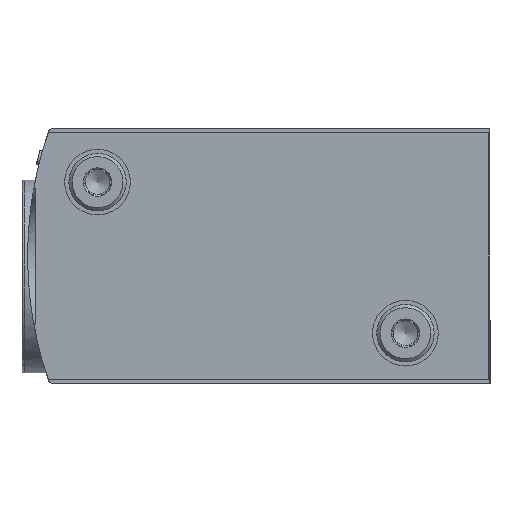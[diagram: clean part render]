
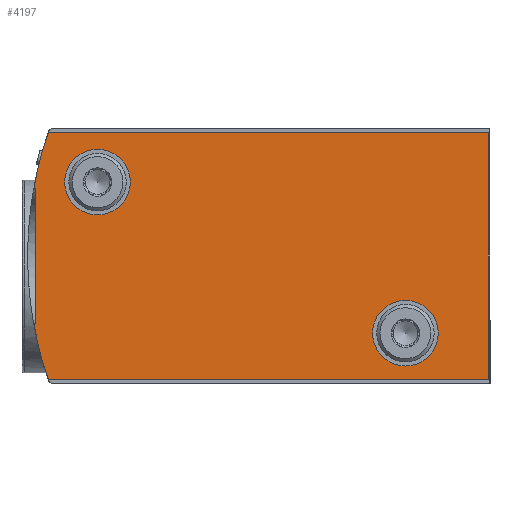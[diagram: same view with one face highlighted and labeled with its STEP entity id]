
A CAD part, left-side view. The second image highlights one B-rep face of the part: STEP entity #4197.
In plain terms, the highlighted planar face has unit normal (-1, 0, 0).
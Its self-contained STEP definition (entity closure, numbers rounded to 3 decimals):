
#500=LINE('',#7113,#863);
#501=LINE('',#7115,#864);
#502=LINE('',#7117,#865);
#503=LINE('',#7120,#866);
#504=LINE('',#7122,#867);
#505=LINE('',#7124,#868);
#863=VECTOR('',#5787,1000.);
#864=VECTOR('',#5788,1000.);
#865=VECTOR('',#5789,1000.);
#866=VECTOR('',#5792,1000.);
#867=VECTOR('',#5793,1000.);
#868=VECTOR('',#5794,1000.);
#1882=ORIENTED_EDGE('',*,*,#2544,.T.);
#1883=ORIENTED_EDGE('',*,*,#2545,.T.);
#1884=ORIENTED_EDGE('',*,*,#2546,.F.);
#1885=ORIENTED_EDGE('',*,*,#2547,.F.);
#1886=ORIENTED_EDGE('',*,*,#2548,.F.);
#1887=ORIENTED_EDGE('',*,*,#2541,.F.);
#1888=ORIENTED_EDGE('',*,*,#2549,.F.);
#1889=ORIENTED_EDGE('',*,*,#2550,.F.);
#1890=ORIENTED_EDGE('',*,*,#2551,.F.);
#1891=ORIENTED_EDGE('',*,*,#2552,.F.);
#1892=ORIENTED_EDGE('',*,*,#2553,.F.);
#1893=ORIENTED_EDGE('',*,*,#2537,.F.);
#2537=EDGE_CURVE('',#2963,#2965,#3176,.T.);
#2541=EDGE_CURVE('',#2968,#2969,#3178,.T.);
#2544=EDGE_CURVE('',#2971,#2971,#3179,.T.);
#2545=EDGE_CURVE('',#2972,#2972,#3180,.T.);
#2546=EDGE_CURVE('',#2973,#2963,#500,.T.);
#2547=EDGE_CURVE('',#2974,#2973,#501,.T.);
#2548=EDGE_CURVE('',#2969,#2974,#502,.T.);
#2549=EDGE_CURVE('',#2975,#2968,#3181,.T.);
#2550=EDGE_CURVE('',#2976,#2975,#503,.T.);
#2551=EDGE_CURVE('',#2977,#2976,#504,.T.);
#2552=EDGE_CURVE('',#2978,#2977,#505,.T.);
#2553=EDGE_CURVE('',#2965,#2978,#3182,.T.);
#2963=VERTEX_POINT('',#7084);
#2965=VERTEX_POINT('',#7087);
#2968=VERTEX_POINT('',#7093);
#2969=VERTEX_POINT('',#7095);
#2971=VERTEX_POINT('',#7110);
#2972=VERTEX_POINT('',#7112);
#2973=VERTEX_POINT('',#7114);
#2974=VERTEX_POINT('',#7116);
#2975=VERTEX_POINT('',#7119);
#2976=VERTEX_POINT('',#7121);
#2977=VERTEX_POINT('',#7123);
#2978=VERTEX_POINT('',#7125);
#3176=CIRCLE('',#4641,46.5);
#3178=CIRCLE('',#4643,46.5);
#3179=CIRCLE('',#4645,4.);
#3180=CIRCLE('',#4646,4.);
#3181=CIRCLE('',#4647,0.2);
#3182=CIRCLE('',#4648,0.2);
#3464=EDGE_LOOP('',(#1882));
#3465=EDGE_LOOP('',(#1883));
#3466=EDGE_LOOP('',(#1884,#1885,#1886,#1887,#1888,#1889,#1890,#1891,#1892,
#1893));
#3788=FACE_BOUND('',#3464,.T.);
#3789=FACE_BOUND('',#3465,.T.);
#3790=FACE_BOUND('',#3466,.T.);
#3974=PLANE('',#4644);
#4197=ADVANCED_FACE('',(#3788,#3789,#3790),#3974,.F.);
#4641=AXIS2_PLACEMENT_3D('',#7086,#5772,#5773);
#4643=AXIS2_PLACEMENT_3D('',#7094,#5778,#5779);
#4644=AXIS2_PLACEMENT_3D('',#7108,#5781,#5782);
#4645=AXIS2_PLACEMENT_3D('',#7109,#5783,#5784);
#4646=AXIS2_PLACEMENT_3D('',#7111,#5785,#5786);
#4647=AXIS2_PLACEMENT_3D('',#7118,#5790,#5791);
#4648=AXIS2_PLACEMENT_3D('',#7126,#5795,#5796);
#5772=DIRECTION('',(1.,0.,0.));
#5773=DIRECTION('',(0.,0.,-1.));
#5778=DIRECTION('',(1.,0.,0.));
#5779=DIRECTION('',(0.,0.,-1.));
#5781=DIRECTION('',(1.,0.,0.));
#5782=DIRECTION('',(0.,0.,-1.));
#5783=DIRECTION('',(1.,0.,0.));
#5784=DIRECTION('',(0.,0.,-1.));
#5785=DIRECTION('',(1.,0.,0.));
#5786=DIRECTION('',(0.,0.,-1.));
#5787=DIRECTION('',(0.,1.,0.));
#5788=DIRECTION('',(0.,0.,1.));
#5789=DIRECTION('',(0.,-1.,0.));
#5790=DIRECTION('',(1.,0.,0.));
#5791=DIRECTION('',(0.,0.,-1.));
#5792=DIRECTION('',(0.,1.,0.));
#5793=DIRECTION('',(0.,0.,-1.));
#5794=DIRECTION('',(0.,-1.,0.));
#5795=DIRECTION('',(1.,0.,0.));
#5796=DIRECTION('',(0.,0.,-1.));
#7084=CARTESIAN_POINT('',(0.,55.562,8.25));
#7086=CARTESIAN_POINT('',(0.,9.8,0.));
#7087=CARTESIAN_POINT('',(0.,53.86,14.864));
#7093=CARTESIAN_POINT('',(0.,53.86,-14.864));
#7094=CARTESIAN_POINT('',(0.,9.8,0.));
#7095=CARTESIAN_POINT('',(0.,55.562,-8.25));
#7108=CARTESIAN_POINT('',(0.,53.671,14.8));
#7109=CARTESIAN_POINT('',(0.,10.3,-9.4));
#7110=CARTESIAN_POINT('',(0.,10.3,-13.4));
#7111=CARTESIAN_POINT('',(0.,47.8,9.));
#7112=CARTESIAN_POINT('',(0.,47.8,5.));
#7113=CARTESIAN_POINT('',(0.,53.671,8.25));
#7114=CARTESIAN_POINT('',(0.,55.3,8.25));
#7115=CARTESIAN_POINT('',(0.,55.3,14.8));
#7116=CARTESIAN_POINT('',(0.,55.3,-8.25));
#7117=CARTESIAN_POINT('',(0.,53.671,-8.25));
#7118=CARTESIAN_POINT('',(0.,53.671,-14.8));
#7119=CARTESIAN_POINT('',(0.,53.671,-15.));
#7120=CARTESIAN_POINT('',(0.,0.2,-15.));
#7121=CARTESIAN_POINT('',(0.,0.2,-15.));
#7122=CARTESIAN_POINT('',(0.,0.2,15.));
#7123=CARTESIAN_POINT('',(0.,0.2,15.));
#7124=CARTESIAN_POINT('',(0.,53.671,15.));
#7125=CARTESIAN_POINT('',(0.,53.671,15.));
#7126=CARTESIAN_POINT('',(0.,53.671,14.8));
